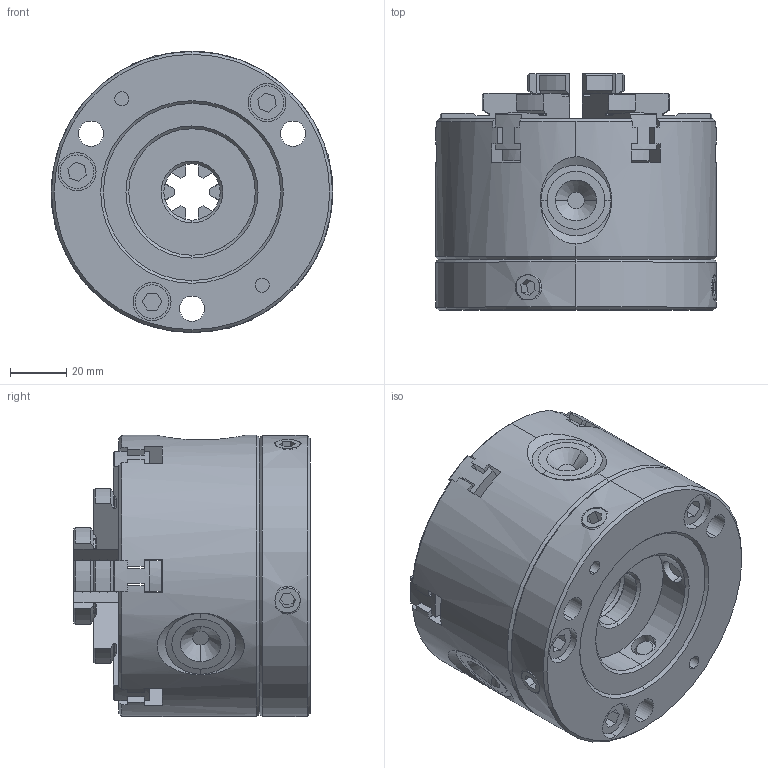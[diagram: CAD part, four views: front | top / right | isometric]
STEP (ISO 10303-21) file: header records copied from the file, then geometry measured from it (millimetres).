
FILE_DESCRIPTION (( 'STEP AP203' ), '1' );
FILE_NAME ('1-104-0400.STEP', '2024-02-08T02:20:14', ( 'Microsoft' ), ( 'Microsoft' ), 'SwSTEP 2.0', 'SolidWorks 2021', '' );
FILE_SCHEMA (( 'CONFIG_CONTROL_DESIGN' ));
Length unit declared in the file: millimetre
Products named in the file (3): part-z; Jaw; 1-104-0400
Assembly tree (7 placements, depth 2):
  1-104-0400
    part-z
    Jaw  x6
Bounding box: 100.06 x 84 x 100 mm (x, y, z)
Volume: 476426.6 mm3; surface area: 89575.5 mm2
Topology: 11 solids, 11 shells, 834 faces, 2292 edges, 1505 vertices
Faces by surface type: bspline 564, plane 136, cylinder 69, cone 57, torus 8
Entity records: 12593 total; most frequent: CARTESIAN_POINT 4185, ORIENTED_EDGE 1844, DIRECTION 1391, EDGE_CURVE 922, VERTEX_POINT 595, AXIS2_PLACEMENT_3D 505, EDGE_LOOP 405, LINE 381
